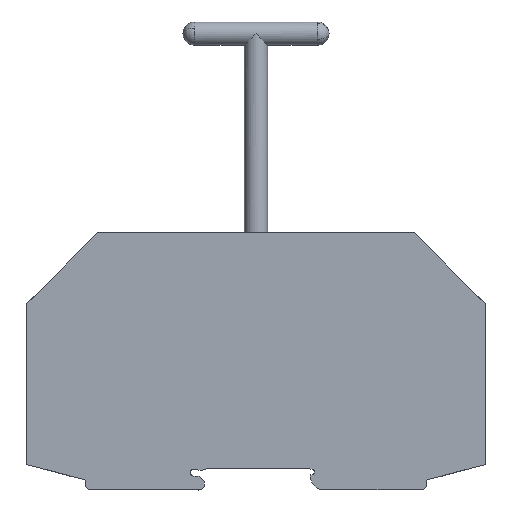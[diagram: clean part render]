
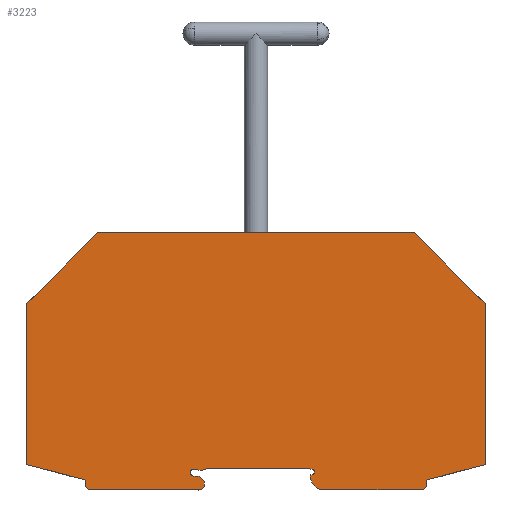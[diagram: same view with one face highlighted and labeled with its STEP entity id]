
A CAD part, left-side view. The second image highlights one B-rep face of the part: STEP entity #3223.
In plain terms, the highlighted planar face has unit normal (-1, 0, 0).
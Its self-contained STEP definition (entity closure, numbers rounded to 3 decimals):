
#2152=AXIS2_PLACEMENT_3D('Circle Axis2P3D',#2150,#2151,$) ;
#2222=AXIS2_PLACEMENT_3D('Circle Axis2P3D',#2220,#2221,$) ;
#2253=AXIS2_PLACEMENT_3D('Circle Axis2P3D',#2251,#2252,$) ;
#2315=AXIS2_PLACEMENT_3D('Circle Axis2P3D',#2313,#2314,$) ;
#2377=AXIS2_PLACEMENT_3D('Circle Axis2P3D',#2375,#2376,$) ;
#2603=AXIS2_PLACEMENT_3D('Circle Axis2P3D',#2601,#2602,$) ;
#2643=AXIS2_PLACEMENT_3D('Circle Axis2P3D',#2641,#2642,$) ;
#3156=AXIS2_PLACEMENT_3D('Plane Axis2P3D',#3153,#3154,#3155) ;
#3172=AXIS2_PLACEMENT_3D('Circle Axis2P3D',#3170,#3171,$) ;
#3177=AXIS2_PLACEMENT_3D('Circle Axis2P3D',#3175,#3176,$) ;
#3184=AXIS2_PLACEMENT_3D('Circle Axis2P3D',#3182,#3183,$) ;
#123=CARTESIAN_POINT('Vertex',(0.,21.25,77.5)) ;
#126=CARTESIAN_POINT('Line Origine',(0.,10.625,66.875)) ;
#130=CARTESIAN_POINT('Vertex',(0.,0.,56.25)) ;
#243=CARTESIAN_POINT('Vertex',(0.,138.,56.25)) ;
#246=CARTESIAN_POINT('Line Origine',(0.,127.375,66.875)) ;
#250=CARTESIAN_POINT('Vertex',(0.,116.75,77.5)) ;
#271=CARTESIAN_POINT('Line Origine',(0.,69.,77.5)) ;
#288=CARTESIAN_POINT('Line Origine',(0.,0.,31.97)) ;
#292=CARTESIAN_POINT('Vertex',(0.,0.,7.689)) ;
#378=CARTESIAN_POINT('Vertex',(0.,120.5,3.)) ;
#381=CARTESIAN_POINT('Line Origine',(0.,129.25,5.345)) ;
#385=CARTESIAN_POINT('Vertex',(0.,138.,7.689)) ;
#407=CARTESIAN_POINT('Line Origine',(0.,138.,31.97)) ;
#424=CARTESIAN_POINT('Line Origine',(0.,8.75,5.345)) ;
#428=CARTESIAN_POINT('Vertex',(0.,17.5,3.)) ;
#2147=CARTESIAN_POINT('Vertex',(0.,17.5,2.)) ;
#2150=CARTESIAN_POINT('Axis2P3D Location',(0.,19.5,2.)) ;
#2154=CARTESIAN_POINT('Vertex',(0.,19.5,0.)) ;
#2196=CARTESIAN_POINT('Line Origine',(0.,34.519,0.)) ;
#2200=CARTESIAN_POINT('Vertex',(0.,49.538,0.)) ;
#2220=CARTESIAN_POINT('Axis2P3D Location',(0.,47.7,4.65)) ;
#2224=CARTESIAN_POINT('Vertex',(0.,52.686,4.279)) ;
#2251=CARTESIAN_POINT('Axis2P3D Location',(0.,52.387,4.302)) ;
#2255=CARTESIAN_POINT('Vertex',(0.,52.465,4.591)) ;
#2282=CARTESIAN_POINT('Line Origine',(0.,52.094,4.691)) ;
#2286=CARTESIAN_POINT('Vertex',(0.,51.722,4.79)) ;
#2313=CARTESIAN_POINT('Axis2P3D Location',(0.,51.8,5.08)) ;
#2317=CARTESIAN_POINT('Vertex',(0.,51.5,5.08)) ;
#2344=CARTESIAN_POINT('Line Origine',(0.,51.5,5.425)) ;
#2348=CARTESIAN_POINT('Vertex',(0.,51.5,5.77)) ;
#2375=CARTESIAN_POINT('Axis2P3D Location',(0.,51.8,5.77)) ;
#2379=CARTESIAN_POINT('Vertex',(0.,51.722,6.06)) ;
#2406=CARTESIAN_POINT('Line Origine',(0.,52.264,6.205)) ;
#2410=CARTESIAN_POINT('Vertex',(0.,52.806,6.35)) ;
#2437=CARTESIAN_POINT('Line Origine',(0.,68.35,6.35)) ;
#2441=CARTESIAN_POINT('Vertex',(0.,83.894,6.35)) ;
#2468=CARTESIAN_POINT('Line Origine',(0.,84.547,6.175)) ;
#2472=CARTESIAN_POINT('Vertex',(0.,85.2,6.)) ;
#2499=CARTESIAN_POINT('Line Origine',(0.,85.7,6.)) ;
#2503=CARTESIAN_POINT('Vertex',(0.,86.2,6.)) ;
#2530=CARTESIAN_POINT('Line Origine',(0.,86.872,6.137)) ;
#2534=CARTESIAN_POINT('Vertex',(0.,87.544,6.273)) ;
#2565=CARTESIAN_POINT('Vertex',(0.,87.753,4.2)) ;
#2570=CARTESIAN_POINT('Line Origine',(0.,87.376,4.2)) ;
#2574=CARTESIAN_POINT('Vertex',(0.,87.,4.2)) ;
#2601=CARTESIAN_POINT('Axis2P3D Location',(0.,87.,1.7)) ;
#2605=CARTESIAN_POINT('Vertex',(0.,84.5,1.7)) ;
#2638=CARTESIAN_POINT('Vertex',(0.,118.5,0.)) ;
#2641=CARTESIAN_POINT('Axis2P3D Location',(0.,118.5,2.)) ;
#2645=CARTESIAN_POINT('Vertex',(0.,120.5,2.)) ;
#3153=CARTESIAN_POINT('Axis2P3D Location',(0.,0.,0.)) ;
#3158=CARTESIAN_POINT('Line Origine',(0.,120.5,2.5)) ;
#3163=CARTESIAN_POINT('Line Origine',(0.,102.348,0.)) ;
#3167=CARTESIAN_POINT('Vertex',(0.,86.197,0.)) ;
#3170=CARTESIAN_POINT('Axis2P3D Location',(0.,86.2,1.7)) ;
#3175=CARTESIAN_POINT('Axis2P3D Location',(0.,87.753,5.247)) ;
#3179=CARTESIAN_POINT('Vertex',(0.,87.753,6.294)) ;
#3182=CARTESIAN_POINT('Axis2P3D Location',(0.,87.753,5.247)) ;
#3187=CARTESIAN_POINT('Line Origine',(0.,17.5,2.5)) ;
#127=DIRECTION('Vector Direction',(0.,0.707,0.707)) ;
#247=DIRECTION('Vector Direction',(0.,0.707,-0.707)) ;
#272=DIRECTION('Vector Direction',(0.,1.,0.)) ;
#289=DIRECTION('Vector Direction',(0.,0.,1.)) ;
#382=DIRECTION('Vector Direction',(0.,0.966,0.259)) ;
#408=DIRECTION('Vector Direction',(0.,0.,1.)) ;
#425=DIRECTION('Vector Direction',(0.,0.966,-0.259)) ;
#2151=DIRECTION('Axis2P3D Direction',(1.,0.,0.)) ;
#2197=DIRECTION('Vector Direction',(0.,1.,0.)) ;
#2221=DIRECTION('Axis2P3D Direction',(1.,0.,0.)) ;
#2252=DIRECTION('Axis2P3D Direction',(1.,0.,0.)) ;
#2283=DIRECTION('Vector Direction',(0.,0.966,-0.259)) ;
#2314=DIRECTION('Axis2P3D Direction',(1.,0.,0.)) ;
#2345=DIRECTION('Vector Direction',(0.,0.,1.)) ;
#2376=DIRECTION('Axis2P3D Direction',(1.,0.,0.)) ;
#2407=DIRECTION('Vector Direction',(0.,0.966,0.259)) ;
#2438=DIRECTION('Vector Direction',(0.,1.,0.)) ;
#2469=DIRECTION('Vector Direction',(0.,0.966,-0.259)) ;
#2500=DIRECTION('Vector Direction',(0.,1.,0.)) ;
#2531=DIRECTION('Vector Direction',(0.,0.98,0.199)) ;
#2571=DIRECTION('Vector Direction',(0.,1.,0.)) ;
#2602=DIRECTION('Axis2P3D Direction',(1.,0.,0.)) ;
#2642=DIRECTION('Axis2P3D Direction',(1.,0.,0.)) ;
#3154=DIRECTION('Axis2P3D Direction',(1.,0.,0.)) ;
#3155=DIRECTION('Axis2P3D XDirection',(0.,1.,0.)) ;
#3159=DIRECTION('Vector Direction',(0.,0.,1.)) ;
#3164=DIRECTION('Vector Direction',(0.,1.,0.)) ;
#3171=DIRECTION('Axis2P3D Direction',(1.,0.,0.)) ;
#3176=DIRECTION('Axis2P3D Direction',(1.,0.,0.)) ;
#3183=DIRECTION('Axis2P3D Direction',(1.,0.,0.)) ;
#3188=DIRECTION('Vector Direction',(0.,0.,1.)) ;
#128=VECTOR('Line Direction',#127,1.) ;
#248=VECTOR('Line Direction',#247,1.) ;
#273=VECTOR('Line Direction',#272,1.) ;
#290=VECTOR('Line Direction',#289,1.) ;
#383=VECTOR('Line Direction',#382,1.) ;
#409=VECTOR('Line Direction',#408,1.) ;
#426=VECTOR('Line Direction',#425,1.) ;
#2198=VECTOR('Line Direction',#2197,1.) ;
#2284=VECTOR('Line Direction',#2283,1.) ;
#2346=VECTOR('Line Direction',#2345,1.) ;
#2408=VECTOR('Line Direction',#2407,1.) ;
#2439=VECTOR('Line Direction',#2438,1.) ;
#2470=VECTOR('Line Direction',#2469,1.) ;
#2501=VECTOR('Line Direction',#2500,1.) ;
#2532=VECTOR('Line Direction',#2531,1.) ;
#2572=VECTOR('Line Direction',#2571,1.) ;
#3160=VECTOR('Line Direction',#3159,1.) ;
#3165=VECTOR('Line Direction',#3164,1.) ;
#3189=VECTOR('Line Direction',#3188,1.) ;
#3193=ORIENTED_EDGE('',*,*,#430,.F.) ;
#3194=ORIENTED_EDGE('',*,*,#294,.F.) ;
#3195=ORIENTED_EDGE('',*,*,#132,.F.) ;
#3196=ORIENTED_EDGE('',*,*,#275,.T.) ;
#3197=ORIENTED_EDGE('',*,*,#252,.F.) ;
#3198=ORIENTED_EDGE('',*,*,#411,.T.) ;
#3199=ORIENTED_EDGE('',*,*,#387,.F.) ;
#3200=ORIENTED_EDGE('',*,*,#3162,.F.) ;
#3201=ORIENTED_EDGE('',*,*,#2647,.T.) ;
#3202=ORIENTED_EDGE('',*,*,#3169,.T.) ;
#3203=ORIENTED_EDGE('',*,*,#3174,.T.) ;
#3204=ORIENTED_EDGE('',*,*,#2607,.T.) ;
#3205=ORIENTED_EDGE('',*,*,#2576,.T.) ;
#3206=ORIENTED_EDGE('',*,*,#3181,.T.) ;
#3207=ORIENTED_EDGE('',*,*,#3186,.T.) ;
#3208=ORIENTED_EDGE('',*,*,#2536,.T.) ;
#3209=ORIENTED_EDGE('',*,*,#2505,.F.) ;
#3210=ORIENTED_EDGE('',*,*,#2474,.F.) ;
#3211=ORIENTED_EDGE('',*,*,#2443,.F.) ;
#3212=ORIENTED_EDGE('',*,*,#2412,.F.) ;
#3213=ORIENTED_EDGE('',*,*,#2381,.T.) ;
#3214=ORIENTED_EDGE('',*,*,#2350,.T.) ;
#3215=ORIENTED_EDGE('',*,*,#2319,.T.) ;
#3216=ORIENTED_EDGE('',*,*,#2288,.T.) ;
#3217=ORIENTED_EDGE('',*,*,#2257,.T.) ;
#3218=ORIENTED_EDGE('',*,*,#2226,.T.) ;
#3219=ORIENTED_EDGE('',*,*,#2202,.T.) ;
#3220=ORIENTED_EDGE('',*,*,#2156,.T.) ;
#3221=ORIENTED_EDGE('',*,*,#3191,.T.) ;
#3223=ADVANCED_FACE('V1',(#3222),#3157,.F.) ;
#2153=CIRCLE('generated circle',#2152,2.) ;
#2223=CIRCLE('generated circle',#2222,5.) ;
#2254=CIRCLE('generated circle',#2253,0.3) ;
#2316=CIRCLE('generated circle',#2315,0.3) ;
#2378=CIRCLE('generated circle',#2377,0.3) ;
#2604=CIRCLE('generated circle',#2603,2.5) ;
#2644=CIRCLE('generated circle',#2643,2.) ;
#3173=CIRCLE('generated circle',#3172,1.7) ;
#3178=CIRCLE('generated circle',#3177,1.047) ;
#3185=CIRCLE('generated circle',#3184,1.047) ;
#132=EDGE_CURVE('',#124,#131,#129,.F.) ;
#252=EDGE_CURVE('',#244,#251,#249,.F.) ;
#275=EDGE_CURVE('',#124,#251,#274,.T.) ;
#294=EDGE_CURVE('',#131,#293,#291,.F.) ;
#387=EDGE_CURVE('',#379,#386,#384,.T.) ;
#411=EDGE_CURVE('',#244,#386,#410,.F.) ;
#430=EDGE_CURVE('',#293,#429,#427,.T.) ;
#2156=EDGE_CURVE('',#2155,#2148,#2153,.F.) ;
#2202=EDGE_CURVE('',#2201,#2155,#2199,.F.) ;
#2226=EDGE_CURVE('',#2225,#2201,#2223,.F.) ;
#2257=EDGE_CURVE('',#2256,#2225,#2254,.F.) ;
#2288=EDGE_CURVE('',#2287,#2256,#2285,.T.) ;
#2319=EDGE_CURVE('',#2318,#2287,#2316,.T.) ;
#2350=EDGE_CURVE('',#2349,#2318,#2347,.F.) ;
#2381=EDGE_CURVE('',#2380,#2349,#2378,.T.) ;
#2412=EDGE_CURVE('',#2380,#2411,#2409,.T.) ;
#2443=EDGE_CURVE('',#2411,#2442,#2440,.T.) ;
#2474=EDGE_CURVE('',#2442,#2473,#2471,.T.) ;
#2505=EDGE_CURVE('',#2473,#2504,#2502,.T.) ;
#2536=EDGE_CURVE('',#2535,#2504,#2533,.F.) ;
#2576=EDGE_CURVE('',#2575,#2566,#2573,.T.) ;
#2607=EDGE_CURVE('',#2606,#2575,#2604,.F.) ;
#2647=EDGE_CURVE('',#2646,#2639,#2644,.F.) ;
#3162=EDGE_CURVE('',#2646,#379,#3161,.T.) ;
#3169=EDGE_CURVE('',#2639,#3168,#3166,.F.) ;
#3174=EDGE_CURVE('',#3168,#2606,#3173,.F.) ;
#3181=EDGE_CURVE('',#2566,#3180,#3178,.T.) ;
#3186=EDGE_CURVE('',#3180,#2535,#3185,.T.) ;
#3191=EDGE_CURVE('',#2148,#429,#3190,.T.) ;
#3192=EDGE_LOOP('',(#3193,#3194,#3195,#3196,#3197,#3198,#3199,#3200,#3201,#3202,#3203,#3204,#3205,#3206,#3207,#3208,#3209,#3210,#3211,#3212,#3213,#3214,#3215,#3216,#3217,#3218,#3219,#3220,#3221)) ;
#3222=FACE_OUTER_BOUND('',#3192,.T.) ;
#129=LINE('Line',#126,#128) ;
#249=LINE('Line',#246,#248) ;
#274=LINE('Line',#271,#273) ;
#291=LINE('Line',#288,#290) ;
#384=LINE('Line',#381,#383) ;
#410=LINE('Line',#407,#409) ;
#427=LINE('Line',#424,#426) ;
#2199=LINE('Line',#2196,#2198) ;
#2285=LINE('Line',#2282,#2284) ;
#2347=LINE('Line',#2344,#2346) ;
#2409=LINE('Line',#2406,#2408) ;
#2440=LINE('Line',#2437,#2439) ;
#2471=LINE('Line',#2468,#2470) ;
#2502=LINE('Line',#2499,#2501) ;
#2533=LINE('Line',#2530,#2532) ;
#2573=LINE('Line',#2570,#2572) ;
#3161=LINE('Line',#3158,#3160) ;
#3166=LINE('Line',#3163,#3165) ;
#3190=LINE('Line',#3187,#3189) ;
#3157=PLANE('',#3156) ;
#124=VERTEX_POINT('',#123) ;
#131=VERTEX_POINT('',#130) ;
#244=VERTEX_POINT('',#243) ;
#251=VERTEX_POINT('',#250) ;
#293=VERTEX_POINT('',#292) ;
#379=VERTEX_POINT('',#378) ;
#386=VERTEX_POINT('',#385) ;
#429=VERTEX_POINT('',#428) ;
#2148=VERTEX_POINT('',#2147) ;
#2155=VERTEX_POINT('',#2154) ;
#2201=VERTEX_POINT('',#2200) ;
#2225=VERTEX_POINT('',#2224) ;
#2256=VERTEX_POINT('',#2255) ;
#2287=VERTEX_POINT('',#2286) ;
#2318=VERTEX_POINT('',#2317) ;
#2349=VERTEX_POINT('',#2348) ;
#2380=VERTEX_POINT('',#2379) ;
#2411=VERTEX_POINT('',#2410) ;
#2442=VERTEX_POINT('',#2441) ;
#2473=VERTEX_POINT('',#2472) ;
#2504=VERTEX_POINT('',#2503) ;
#2535=VERTEX_POINT('',#2534) ;
#2566=VERTEX_POINT('',#2565) ;
#2575=VERTEX_POINT('',#2574) ;
#2606=VERTEX_POINT('',#2605) ;
#2639=VERTEX_POINT('',#2638) ;
#2646=VERTEX_POINT('',#2645) ;
#3168=VERTEX_POINT('',#3167) ;
#3180=VERTEX_POINT('',#3179) ;
